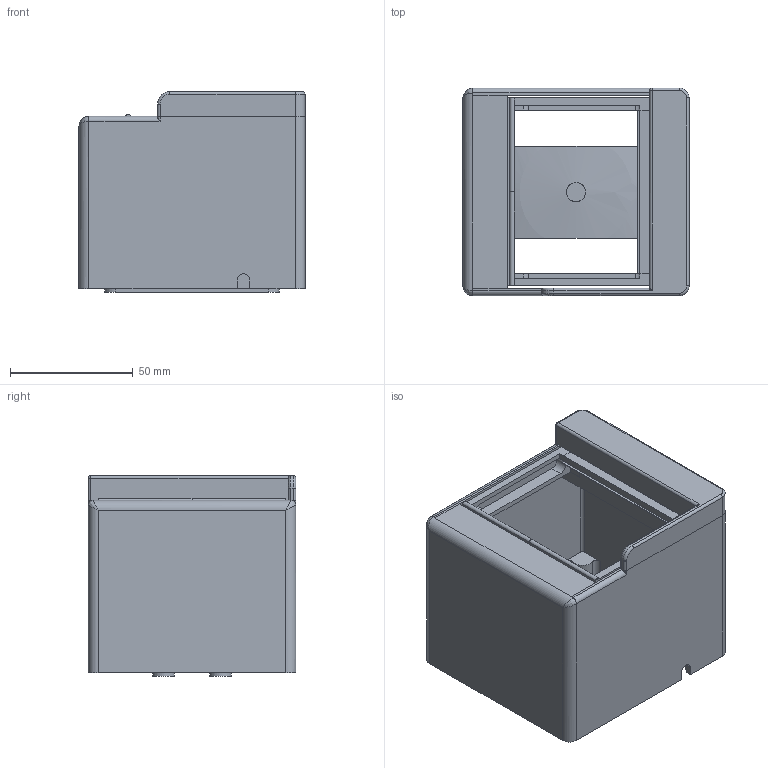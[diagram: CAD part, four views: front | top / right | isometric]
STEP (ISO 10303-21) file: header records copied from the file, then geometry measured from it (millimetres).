
FILE_DESCRIPTION(('FreeCAD Model'),'2;1');
FILE_NAME('Open CASCADE Shape Model','2023-02-01T14:59:37',(''),(''), 'Open CASCADE STEP processor 7.6','FreeCAD','Unknown');
FILE_SCHEMA(('AUTOMOTIVE_DESIGN { 1 0 10303 214 1 1 1 1 }'));
Length unit declared in the file: millimetre
Products named in the file (7): mk1; Base; ZeroCase; Shell; Body003; TopSurface; Body002
Assembly tree (6 placements, depth 3):
  mk1
    Base
      ZeroCase
    Shell
      Body003
    TopSurface
      Body002
Bounding box: 92 x 84.49 x 81.61 mm (x, y, z)
Volume: 155860.2 mm3; surface area: 73989.9 mm2
Topology: 3 solids, 3 shells, 206 faces, 521 edges, 323 vertices
Faces by surface type: plane 125, cylinder 69, cone 4, torus 4, sphere 2, bspline 2
Full cylindrical faces by diameter (mm): 3 x4, 4 x4, 6 x2, 7.75 x1
Entity records: 15186 total; most frequent: CARTESIAN_POINT 4424, DIRECTION 2062, LINE 1248, VECTOR 1248, ORIENTED_EDGE 1036, PCURVE 1036, DEFINITIONAL_REPRESENTATION 1036, EDGE_CURVE 518
